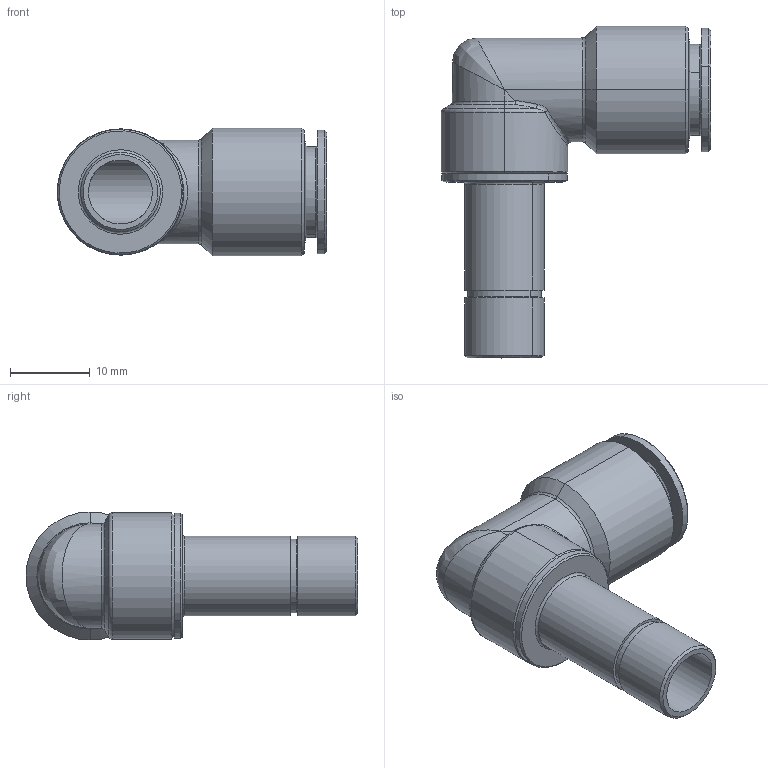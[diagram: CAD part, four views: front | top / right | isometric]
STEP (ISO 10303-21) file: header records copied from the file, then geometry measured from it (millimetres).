
FILE_DESCRIPTION (( 'STEP AP203' ), '1' );
FILE_NAME ('A0335050.STEP', '2009-04-09T09:26:55', ( '' ), ( 'sopra-pneumatic' ), 'SwSTEP 2.0', 'SolidWorks 2009', '' );
FILE_SCHEMA (( 'CONFIG_CONTROL_DESIGN' ));
Length unit declared in the file: millimetre
Products named in the file (1): A0335050
Bounding box: 33.7 x 41.5 x 16 mm (x, y, z)
Volume: 4378.4 mm3; surface area: 4500.5 mm2
Topology: 1 solids, 1 shells, 76 faces, 164 edges, 93 vertices
Faces by surface type: cylinder 27, cone 25, torus 10, plane 8, bspline 6
Entity records: 2515 total; most frequent: CARTESIAN_POINT 799, DIRECTION 374, ORIENTED_EDGE 324, AXIS2_PLACEMENT_3D 162, EDGE_CURVE 162, VERTEX_POINT 93, CIRCLE 91, EDGE_LOOP 83
